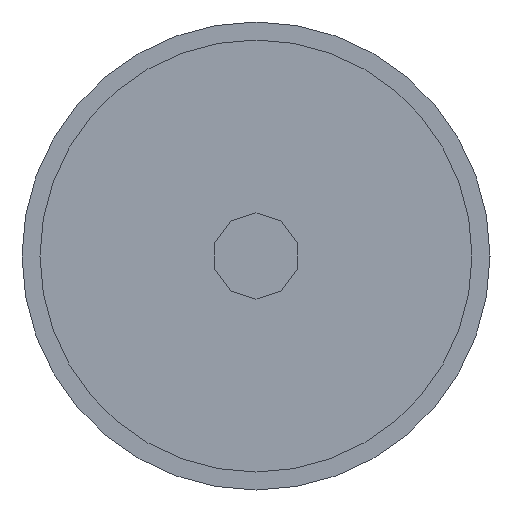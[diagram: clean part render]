
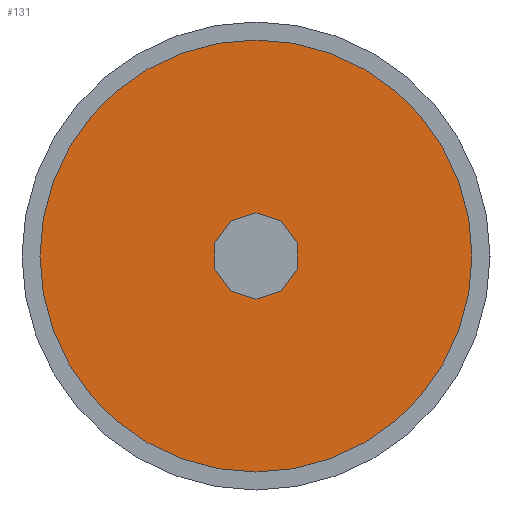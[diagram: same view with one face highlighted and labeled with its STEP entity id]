
A CAD part, left-side view. The second image highlights one B-rep face of the part: STEP entity #131.
In plain terms, the highlighted planar face has unit normal (-1, 0, 0).
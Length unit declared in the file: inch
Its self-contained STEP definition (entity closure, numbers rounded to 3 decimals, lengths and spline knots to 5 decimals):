
#25 = DIRECTION ( 'NONE',  ( 0., 1., 0. ) ) ;
#26 = CARTESIAN_POINT ( 'NONE',  ( -38.98819, 0., 0. ) ) ;
#51 = DIRECTION ( 'NONE',  ( 1., 0., 0. ) ) ;
#52 = CARTESIAN_POINT ( 'NONE',  ( -38.98819, 0., 0. ) ) ;
#54 = DIRECTION ( 'NONE',  ( 0., -1., 0. ) ) ;
#115 = EDGE_LOOP ( 'NONE', ( #280, #309 ) ) ;
#124 = EDGE_LOOP ( 'NONE', ( #184, #221 ) ) ;
#131 = ADVANCED_FACE ( 'NONE', ( #745, #742 ), #203, .F. ) ;
#184 = ORIENTED_EDGE ( 'NONE', *, *, #940, .F. ) ;
#203 = PLANE ( 'NONE',  #629 ) ;
#221 = ORIENTED_EDGE ( 'NONE', *, *, #817, .F. ) ;
#255 = VERTEX_POINT ( 'NONE', #966 ) ;
#258 = VERTEX_POINT ( 'NONE', #961 ) ;
#274 = VERTEX_POINT ( 'NONE', #943 ) ;
#280 = ORIENTED_EDGE ( 'NONE', *, *, #635, .T. ) ;
#309 = ORIENTED_EDGE ( 'NONE', *, *, #954, .T. ) ;
#327 = VERTEX_POINT ( 'NONE', #912 ) ;
#338 = AXIS2_PLACEMENT_3D ( 'NONE', #26, #843, #25 ) ;
#358 = AXIS2_PLACEMENT_3D ( 'NONE', #52, #51, #54 ) ;
#503 = CIRCLE ( 'NONE', #338, 0.02362 ) ;
#506 = AXIS2_PLACEMENT_3D ( 'NONE', #573, #527, #509 ) ;
#509 = DIRECTION ( 'NONE',  ( 0., -1., 0. ) ) ;
#510 = CIRCLE ( 'NONE', #358, 0.11811 ) ;
#527 = DIRECTION ( 'NONE',  ( 1., 0., 0. ) ) ;
#538 = AXIS2_PLACEMENT_3D ( 'NONE', #822, #836, #835 ) ;
#573 = CARTESIAN_POINT ( 'NONE',  ( -38.98819, 0., 0. ) ) ;
#598 = CIRCLE ( 'NONE', #506, 0.11811 ) ;
#622 = CIRCLE ( 'NONE', #538, 0.02362 ) ;
#629 = AXIS2_PLACEMENT_3D ( 'NONE', #1026, #1076, #1074 ) ;
#635 = EDGE_CURVE ( 'NONE', #327, #255, #622, .T. ) ;
#742 = FACE_BOUND ( 'NONE', #115, .T. ) ;
#745 = FACE_OUTER_BOUND ( 'NONE', #124, .T. ) ;
#817 = EDGE_CURVE ( 'NONE', #274, #258, #598, .T. ) ;
#822 = CARTESIAN_POINT ( 'NONE',  ( -38.98819, 0., 0. ) ) ;
#835 = DIRECTION ( 'NONE',  ( 0., 1., 0. ) ) ;
#836 = DIRECTION ( 'NONE',  ( 1., 0., 0. ) ) ;
#843 = DIRECTION ( 'NONE',  ( 1., 0., 0. ) ) ;
#912 = CARTESIAN_POINT ( 'NONE',  ( -38.98819, 0., 0.02362 ) ) ;
#940 = EDGE_CURVE ( 'NONE', #258, #274, #510, .T. ) ;
#943 = CARTESIAN_POINT ( 'NONE',  ( -38.98819, 0.11811, 0. ) ) ;
#954 = EDGE_CURVE ( 'NONE', #255, #327, #503, .T. ) ;
#961 = CARTESIAN_POINT ( 'NONE',  ( -38.98819, -0.11811, 0. ) ) ;
#966 = CARTESIAN_POINT ( 'NONE',  ( -38.98819, 0., -0.02362 ) ) ;
#1026 = CARTESIAN_POINT ( 'NONE',  ( -38.98819, 0., -0.02953 ) ) ;
#1074 = DIRECTION ( 'NONE',  ( 0., -1., 0. ) ) ;
#1076 = DIRECTION ( 'NONE',  ( 1., 0., 0. ) ) ;
